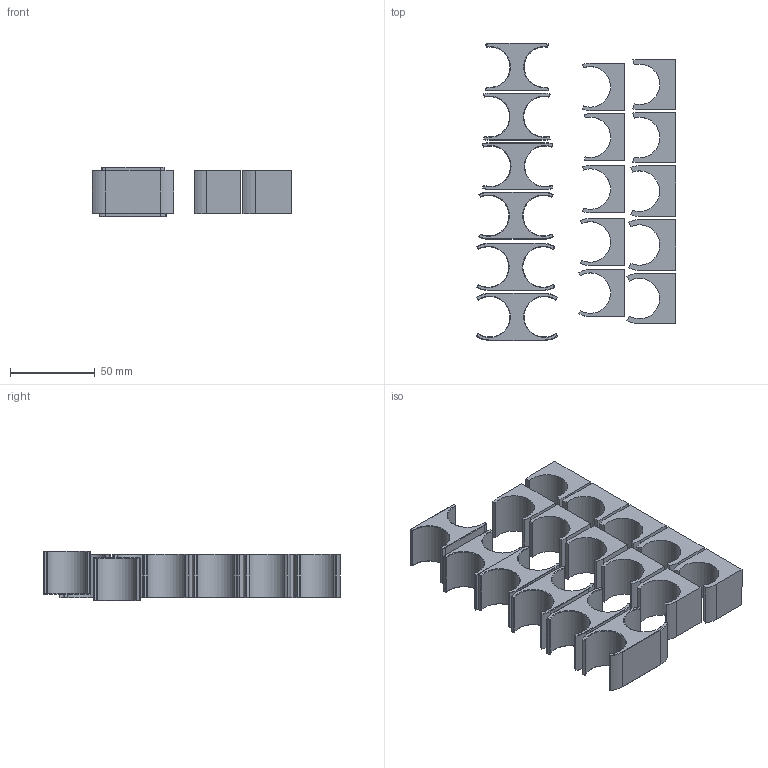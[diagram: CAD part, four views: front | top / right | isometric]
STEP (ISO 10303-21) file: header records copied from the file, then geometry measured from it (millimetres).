
FILE_DESCRIPTION(/* description */ (''),/* implementation_level */ '2;1');
FILE_NAME(/* name */ 'all-the-parts.stp',/* time_stamp */ '2023-04-08T11:04:55-07:00',/* author */ ('caleb'),/* organization */ (''),/* preprocessor_version */ 'ST-DEVELOPER v19.2',/* originating_system */ 'Autodesk Inventor 2023',/* authorisation */ '');
FILE_SCHEMA (('AUTOMOTIVE_DESIGN { 1 0 10303 214 3 1 1 }'));
Length unit declared in the file: millimetre
Products named in the file (18): all-the-parts; hook-thingy-base-01; hook-thingy-base-01_1; hook-thingy-base-01_2; hook-thingy-base-01_3; hook-thingy-base-01_4; hook-thingy-base-01_5; hook-thingy-base-01_6; hook-thingy-base-01_7; hook-thingy-base-01_8; hook-thingy-base-01_9; two-sided-parts; two-sided-01; two-sided-01_1; two-sided-01_2; two-sided-01_3; two-sided-01_4; two-sided-01_5
Assembly tree (17 placements, depth 3):
  all-the-parts
    hook-thingy-base-01
    hook-thingy-base-01_1
    hook-thingy-base-01_2
    hook-thingy-base-01_3
    hook-thingy-base-01_4
    hook-thingy-base-01_5
    hook-thingy-base-01_6
    hook-thingy-base-01_7
    hook-thingy-base-01_8
    hook-thingy-base-01_9
    two-sided-parts
      two-sided-01
      two-sided-01_1
      two-sided-01_2
      two-sided-01_3
      two-sided-01_4
      two-sided-01_5
Bounding box: 117.26 x 174.83 x 29.23 mm (x, y, z)
Volume: 176256.7 mm3; surface area: 75626.9 mm2
Topology: 16 solids, 16 shells, 472 faces, 984 edges, 544 vertices
Faces by surface type: plane 334, cone 72, cylinder 66
Entity records: 12740 total; most frequent: DIRECTION 2154, CARTESIAN_POINT 2131, ORIENTED_EDGE 1968, EDGE_CURVE 984, LINE 732, VECTOR 732, AXIS2_PLACEMENT_3D 711, VERTEX_POINT 544
